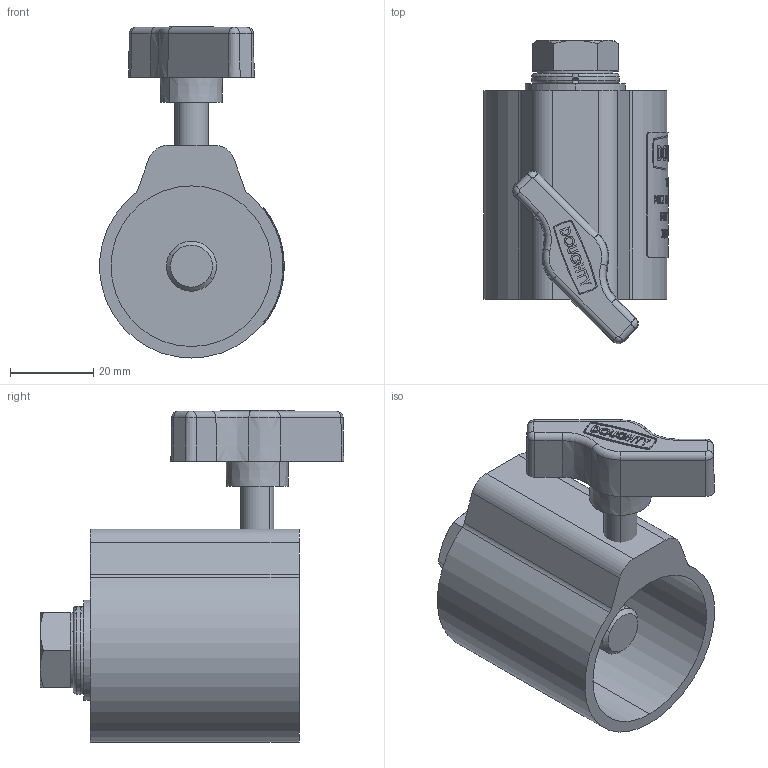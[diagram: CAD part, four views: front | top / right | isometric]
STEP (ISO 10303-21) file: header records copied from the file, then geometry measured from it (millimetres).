
FILE_DESCRIPTION (( 'STEP AP203' ), '1' );
FILE_NAME ('T50813.STEP', '2018-07-31T10:40:27', ( '' ), ( '' ), 'SwSTEP 2.0', 'SolidWorks 2016', '' );
FILE_SCHEMA (( 'CONFIG_CONTROL_DESIGN' ));
Length unit declared in the file: millimetre
Products named in the file (7): TH2038_TH3028; Hex Bolt_ISO 4016 - M12 x 45 x 45-WS; Single Coil Rectangular Section Spring Washer_Doughty Fastners_Rectangular section spring washer BS 4464 - 12 (Type B); B Washer_Bright washer BS 4320 - M12 (Form B); T50600 LABEL_T50813 LABEL; T50813; Doughty Knob_S0130
Assembly tree (6 placements, depth 2):
  T50813
    TH2038_TH3028
    Doughty Knob_S0130
    Hex Bolt_ISO 4016 - M12 x 45 x 45-WS
    B Washer_Bright washer BS 4320 - M12 (Form B)
    Single Coil Rectangular Section Spring Washer_Doughty Fastners_Rectangular section spring washer BS 4464 - 12 (Type B)
    T50600 LABEL_T50813 LABEL
Bounding box: 44.15 x 72.78 x 79.55 mm (x, y, z)
Volume: 62939.8 mm3; surface area: 24917.8 mm2
Topology: 6 solids, 6 shells, 1002 faces, 2654 edges, 1742 vertices
Faces by surface type: plane 411, bspline 277, cylinder 182, cone 120, torus 12
Entity records: 58455 total; most frequent: CARTESIAN_POINT 34792, ORIENTED_EDGE 5308, DIRECTION 3945, EDGE_CURVE 2654, VERTEX_POINT 1742, AXIS2_PLACEMENT_3D 1494, EDGE_LOOP 1086, FACE_OUTER_BOUND 1002
